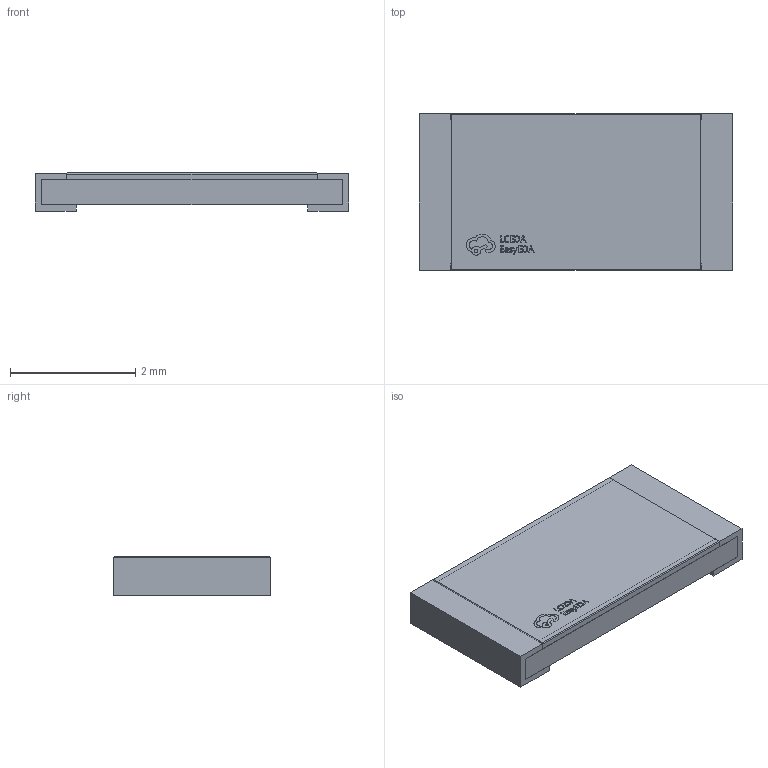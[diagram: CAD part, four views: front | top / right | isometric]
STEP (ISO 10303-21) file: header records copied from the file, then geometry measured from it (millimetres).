
FILE_DESCRIPTION(/* description */ ('Designed by EasyEDA Pro','CAx-IF Rec.Pracs.---Representation and Presentation of Product Manufacturing Information (PMI)---4.0---2014-10-13'),/* implementation_level */ '2;1');
FILE_NAME(/* name */ 'R2010.step',/* time_stamp */ '2025-01-24T16:26:23+08:00',/* author */ (''),/* organization */ (''),/* preprocessor_version */ 'ST-DEVELOPER v20',/* originating_system */ 'Autodesk Translation Framework v13.20.0.188',/* authorisation */ '');
FILE_SCHEMA (('AP242_MANAGED_MODEL_BASED_3D_ENGINEERING_MIM_LF { 1 0 10303 442 1 1 4 }'));
Length unit declared in the file: millimetre
Products named in the file (4): icqh-PCBModel; icqh-Board; icqh-R1-R2010; COMPOUND
Assembly tree (3 placements, depth 3):
  icqh-PCBModel
    icqh-Board
    icqh-R1-R2010
      COMPOUND
Bounding box: 5 x 2.5 x 0.61 mm (x, y, z)
Surface area: 83.6 mm2
Topology: 3 solids, 3 shells, 266 faces, 719 edges, 478 vertices
Faces by surface type: plane 168, bspline 98
Entity records: 8930 total; most frequent: CARTESIAN_POINT 2494, ORIENTED_EDGE 1438, DIRECTION 1053, EDGE_CURVE 719, LINE 523, VECTOR 523, VERTEX_POINT 478, EDGE_LOOP 285
